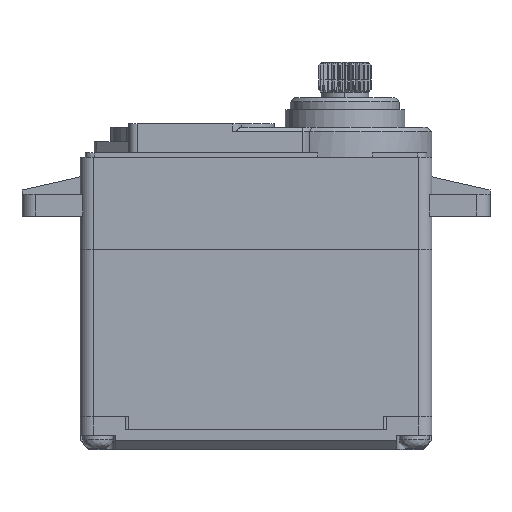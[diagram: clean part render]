
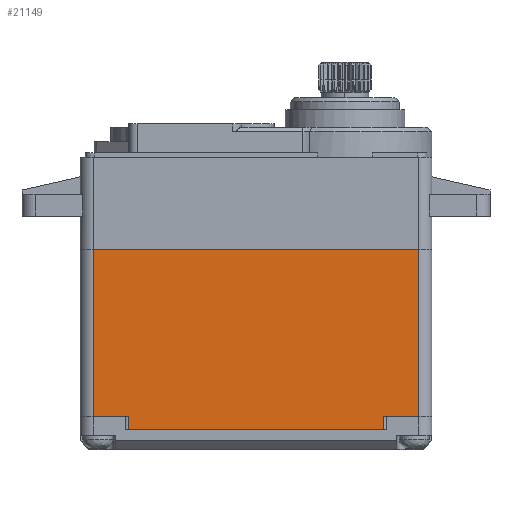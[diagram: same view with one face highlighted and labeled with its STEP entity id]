
A CAD part, top view. The second image highlights one B-rep face of the part: STEP entity #21149.
In plain terms, the highlighted planar face has unit normal (0, 0, 1).
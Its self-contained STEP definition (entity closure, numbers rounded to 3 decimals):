
#19520=DIRECTION('',(-1.,0.,0.));
#19521=VECTOR('',#19520,37.);
#19522=CARTESIAN_POINT('',(18.5,20.5,10.));
#19523=LINE('',#19522,#19521);
#19882=DIRECTION('',(0.,1.,0.));
#19883=VECTOR('',#19882,1.5);
#19884=CARTESIAN_POINT('',(14.466,0.,10.));
#19885=LINE('',#19884,#19883);
#19889=DIRECTION('',(-1.,0.,0.));
#19890=VECTOR('',#19889,4.034);
#19891=CARTESIAN_POINT('',(-14.466,1.5,10.));
#19892=LINE('',#19891,#19890);
#19896=DIRECTION('',(-1.,0.,0.));
#19897=VECTOR('',#19896,4.034);
#19898=CARTESIAN_POINT('',(18.5,1.5,10.));
#19899=LINE('',#19898,#19897);
#19903=DIRECTION('',(-1.,0.,0.));
#19904=VECTOR('',#19903,28.931);
#19905=CARTESIAN_POINT('',(14.466,0.,10.));
#19906=LINE('',#19905,#19904);
#19917=DIRECTION('',(0.,-1.,0.));
#19918=VECTOR('',#19917,1.5);
#19919=CARTESIAN_POINT('',(-14.466,1.5,10.));
#19920=LINE('',#19919,#19918);
#20223=DIRECTION('',(0.,-1.,0.));
#20224=VECTOR('',#20223,19.);
#20225=CARTESIAN_POINT('',(-18.5,20.5,10.));
#20226=LINE('',#20225,#20224);
#20230=DIRECTION('',(0.,1.,0.));
#20231=VECTOR('',#20230,19.);
#20232=CARTESIAN_POINT('',(18.5,1.5,10.));
#20233=LINE('',#20232,#20231);
#20588=CARTESIAN_POINT('',(-14.466,0.,10.));
#20589=VERTEX_POINT('',#20588);
#20590=CARTESIAN_POINT('',(14.466,0.,10.));
#20591=VERTEX_POINT('',#20590);
#20624=CARTESIAN_POINT('',(18.5,20.5,10.));
#20625=VERTEX_POINT('',#20624);
#20626=CARTESIAN_POINT('',(-18.5,20.5,10.));
#20627=VERTEX_POINT('',#20626);
#20694=CARTESIAN_POINT('',(-18.5,1.5,10.));
#20695=VERTEX_POINT('',#20694);
#20696=CARTESIAN_POINT('',(-14.466,1.5,10.));
#20697=VERTEX_POINT('',#20696);
#20698=CARTESIAN_POINT('',(18.5,1.5,10.));
#20699=VERTEX_POINT('',#20698);
#20700=CARTESIAN_POINT('',(14.466,1.5,10.));
#20701=VERTEX_POINT('',#20700);
#21130=CARTESIAN_POINT('',(-18.5,0.,10.));
#21131=DIRECTION('',(0.,0.,1.));
#21132=DIRECTION('',(1.,0.,0.));
#21133=AXIS2_PLACEMENT_3D('',#21130,#21131,#21132);
#21134=PLANE('',#21133);
#21136=ORIENTED_EDGE('',*,*,#21135,.F.);
#21138=ORIENTED_EDGE('',*,*,#21137,.T.);
#21140=ORIENTED_EDGE('',*,*,#21139,.F.);
#21141=ORIENTED_EDGE('',*,*,#20862,.F.);
#21143=ORIENTED_EDGE('',*,*,#21142,.F.);
#21144=ORIENTED_EDGE('',*,*,#21094,.T.);
#21145=ORIENTED_EDGE('',*,*,#21124,.F.);
#21146=ORIENTED_EDGE('',*,*,#20807,.T.);
#21147=EDGE_LOOP('',(#21136,#21138,#21140,#21141,#21143,#21144,#21145,#21146));
#21148=FACE_OUTER_BOUND('',#21147,.F.);
#21149=ADVANCED_FACE('',(#21148),#21134,.T.);
#20807=EDGE_CURVE('',#20591,#20589,#19906,.T.);
#20862=EDGE_CURVE('',#20625,#20627,#19523,.T.);
#21094=EDGE_CURVE('',#20699,#20701,#19899,.T.);
#21124=EDGE_CURVE('',#20591,#20701,#19885,.T.);
#21135=EDGE_CURVE('',#20697,#20589,#19920,.T.);
#21137=EDGE_CURVE('',#20697,#20695,#19892,.T.);
#21139=EDGE_CURVE('',#20627,#20695,#20226,.T.);
#21142=EDGE_CURVE('',#20699,#20625,#20233,.T.);
